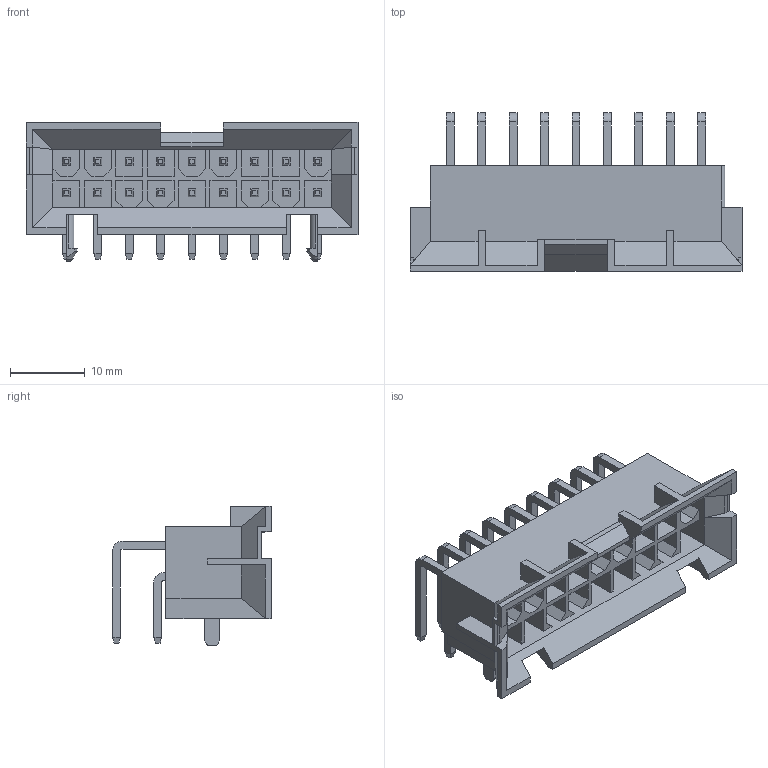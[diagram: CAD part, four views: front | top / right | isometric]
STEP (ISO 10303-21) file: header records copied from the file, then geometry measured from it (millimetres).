
FILE_DESCRIPTION (( 'STEP AP214' ), '1' );
FILE_NAME ('CONN-TH_15246180.STEP', '2023-02-22T14:03:08', ( '' ), ( '' ), 'SwSTEP 2.0', 'SolidWorks 2020', '' );
FILE_SCHEMA (( 'AUTOMOTIVE_DESIGN' ));
Length unit declared in the file: millimetre
Products named in the file (1): CONN-TH_15246180
Bounding box: 44.4 x 21.23 x 18.6 mm (x, y, z)
Volume: 3506.4 mm3; surface area: 6194.5 mm2
Topology: 1 solids, 1 shells, 829 faces, 2138 edges, 1368 vertices
Faces by surface type: plane 685, bspline 100, cylinder 42, cone 2
Entity records: 34425 total; most frequent: CARTESIAN_POINT 5774, ORIENTED_EDGE 4276, DIRECTION 3484, EDGE_CURVE 2138, VECTOR 1840, LINE 1840, VERTEX_POINT 1368, EDGE_LOOP 886
